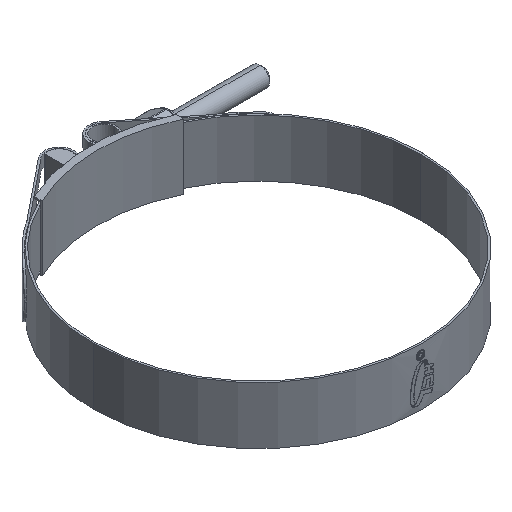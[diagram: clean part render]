
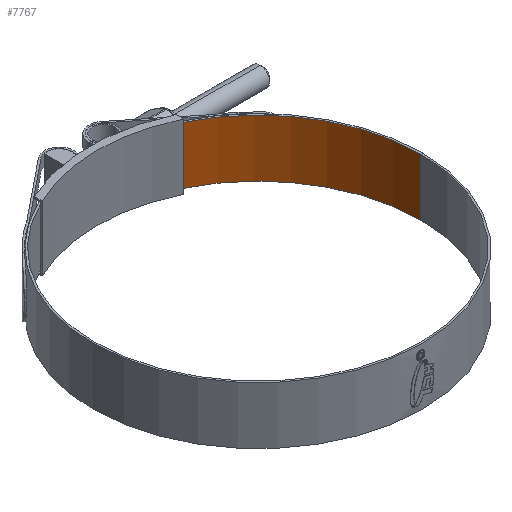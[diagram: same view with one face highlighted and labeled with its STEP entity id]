
A CAD part, isometric view. The second image highlights one B-rep face of the part: STEP entity #7767.
In plain terms, the highlighted cylindrical face has radius 55 mm (diameter 110 mm), a partial arc.
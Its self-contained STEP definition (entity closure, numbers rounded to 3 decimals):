
#848 = DIRECTION ( 'NONE',  ( -1., 0., 0. ) ) ;
#1138 = AXIS2_PLACEMENT_3D ( 'NONE', #7977, #12438, #2407 ) ;
#1353 = ORIENTED_EDGE ( 'NONE', *, *, #11168, .F. ) ;
#1680 = AXIS2_PLACEMENT_3D ( 'NONE', #13072, #6655, #848 ) ;
#1924 = DIRECTION ( 'NONE',  ( 0., 0., -1. ) ) ;
#1991 = EDGE_CURVE ( 'NONE', #9606, #10878, #5837, .T. ) ;
#2210 = CARTESIAN_POINT ( 'NONE',  ( 6.875, 54.569, 9.65 ) ) ;
#2407 = DIRECTION ( 'NONE',  ( -1., 0., 0. ) ) ;
#2641 = CARTESIAN_POINT ( 'NONE',  ( 55., 0., 9.65 ) ) ;
#3232 = DIRECTION ( 'NONE',  ( -1., 0., 0. ) ) ;
#4122 = CARTESIAN_POINT ( 'NONE',  ( 0., 0., 9.65 ) ) ;
#4440 = VECTOR ( 'NONE', #5453, 1000. ) ;
#4588 = CARTESIAN_POINT ( 'NONE',  ( 55., 0., 9.65 ) ) ;
#4757 = CARTESIAN_POINT ( 'NONE',  ( 6.875, 54.569, 9.65 ) ) ;
#5453 = DIRECTION ( 'NONE',  ( 0., 0., -1. ) ) ;
#5625 = LINE ( 'NONE', #4588, #6080 ) ;
#5837 = CIRCLE ( 'NONE', #7706, 55. ) ;
#6080 = VECTOR ( 'NONE', #9070, 1000. ) ;
#6655 = DIRECTION ( 'NONE',  ( 0., 0., -1. ) ) ;
#7452 = CIRCLE ( 'NONE', #1138, 55. ) ;
#7706 = AXIS2_PLACEMENT_3D ( 'NONE', #4122, #1924, #3232 ) ;
#7767 = ADVANCED_FACE ( 'NONE', ( #8270 ), #13289, .F. ) ;
#7977 = CARTESIAN_POINT ( 'NONE',  ( 0., 0., -9.65 ) ) ;
#8010 = VERTEX_POINT ( 'NONE', #9769 ) ;
#8270 = FACE_OUTER_BOUND ( 'NONE', #9517, .T. ) ;
#9070 = DIRECTION ( 'NONE',  ( 0., 0., -1. ) ) ;
#9517 = EDGE_LOOP ( 'NONE', ( #1353, #13458, #9537, #14269 ) ) ;
#9537 = ORIENTED_EDGE ( 'NONE', *, *, #9877, .T. ) ;
#9606 = VERTEX_POINT ( 'NONE', #4757 ) ;
#9769 = CARTESIAN_POINT ( 'NONE',  ( 6.875, 54.569, -9.65 ) ) ;
#9877 = EDGE_CURVE ( 'NONE', #9606, #8010, #12239, .T. ) ;
#10311 = EDGE_CURVE ( 'NONE', #8010, #12833, #7452, .T. ) ;
#10878 = VERTEX_POINT ( 'NONE', #2641 ) ;
#11158 = CARTESIAN_POINT ( 'NONE',  ( 55., 0., -9.65 ) ) ;
#11168 = EDGE_CURVE ( 'NONE', #10878, #12833, #5625, .T. ) ;
#12239 = LINE ( 'NONE', #2210, #4440 ) ;
#12438 = DIRECTION ( 'NONE',  ( 0., 0., -1. ) ) ;
#12833 = VERTEX_POINT ( 'NONE', #11158 ) ;
#13072 = CARTESIAN_POINT ( 'NONE',  ( 0., 0., 9.65 ) ) ;
#13289 = CYLINDRICAL_SURFACE ( 'NONE', #1680, 55. ) ;
#13458 = ORIENTED_EDGE ( 'NONE', *, *, #1991, .F. ) ;
#14269 = ORIENTED_EDGE ( 'NONE', *, *, #10311, .T. ) ;
